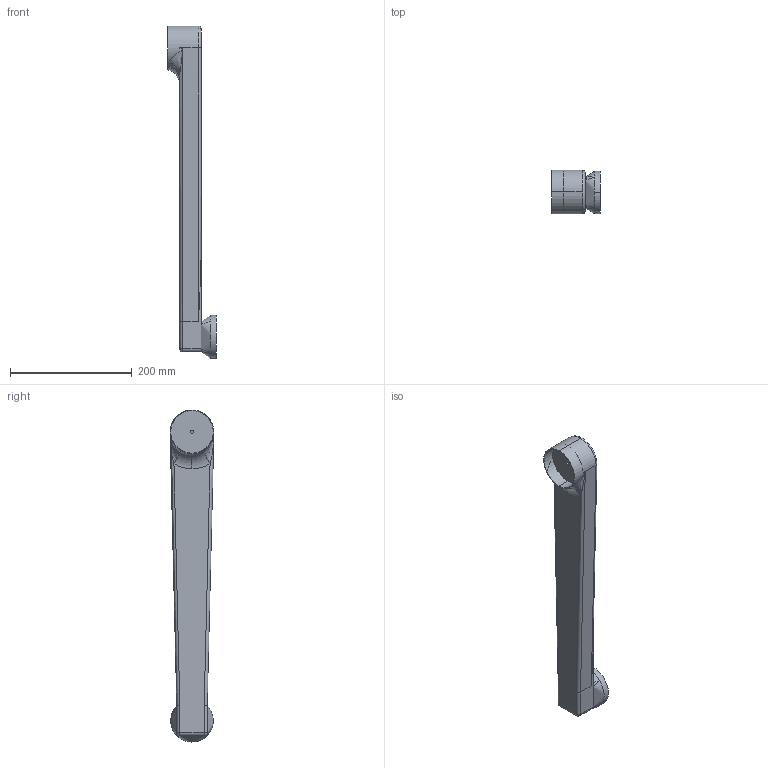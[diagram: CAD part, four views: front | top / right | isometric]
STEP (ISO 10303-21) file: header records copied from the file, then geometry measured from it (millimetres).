
FILE_DESCRIPTION (( 'STEP AP203' ), '1' );
FILE_NAME ('Link 2_Default_sldprt.STEP', '2023-02-01T17:18:55', ( '' ), ( '' ), 'SwSTEP 2.0', 'SolidWorks 2022', '' );
FILE_SCHEMA (( 'CONFIG_CONTROL_DESIGN' ));
Length unit declared in the file: inch
Products named in the file (1): Link 2_Default_sldprt
Bounding box: 80 x 72 x 545.96 mm (x, y, z)
Volume: 1117134.4 mm3; surface area: 129095.4 mm2
Topology: 2 solids, 2 shells, 59 faces, 141 edges, 83 vertices
Faces by surface type: plane 23, cylinder 19, bspline 12, torus 3, sphere 2
Entity records: 2503 total; most frequent: CARTESIAN_POINT 1179, ORIENTED_EDGE 268, DIRECTION 236, EDGE_CURVE 134, AXIS2_PLACEMENT_3D 88, VERTEX_POINT 83, EDGE_LOOP 65, LINE 60
